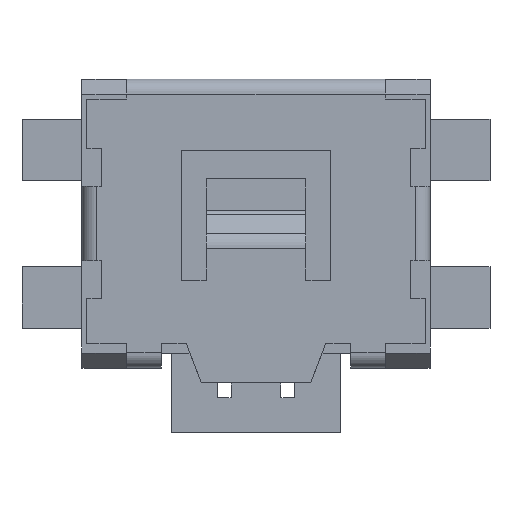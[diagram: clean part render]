
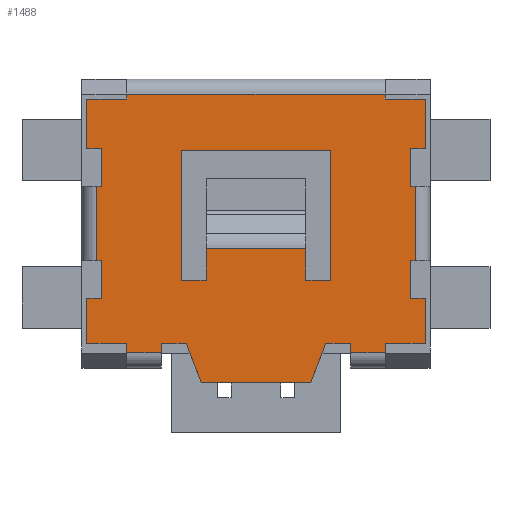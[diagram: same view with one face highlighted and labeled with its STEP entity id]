
A CAD part, top view. The second image highlights one B-rep face of the part: STEP entity #1488.
In plain terms, the highlighted planar face has unit normal (0, 0, 1).
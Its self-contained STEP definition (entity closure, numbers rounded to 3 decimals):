
#13=DIRECTION('',(0.,0.,1.));
#27=VECTOR('',#28,1.);
#28=DIRECTION('',(1.,0.,0.));
#40=VECTOR('',#41,1.);
#41=DIRECTION('',(1.,0.,0.));
#130=VECTOR('',#131,1.);
#131=DIRECTION('',(-1.,0.,0.));
#147=DIRECTION('',(0.,1.,0.));
#167=VECTOR('',#168,1.);
#168=DIRECTION('',(0.,-1.,0.));
#174=VECTOR('',#175,1.);
#175=DIRECTION('',(-1.,0.,0.));
#197=VECTOR('',#147,1.);
#214=VECTOR('',#215,1.);
#215=DIRECTION('',(-1.,0.,0.));
#305=VECTOR('',#306,1.);
#306=DIRECTION('',(0.,-1.,0.));
#378=VECTOR('',#379,1.);
#379=DIRECTION('',(0.,1.,0.));
#468=VERTEX_POINT('',#469);
#469=CARTESIAN_POINT('',(0.95,-1.3,1.35));
#474=EDGE_CURVE('',#475,#468,#477,.T.);
#475=VERTEX_POINT('',#476);
#476=CARTESIAN_POINT('',(0.95,-1.2,1.35));
#477=LINE('',#476,#305);
#506=VECTOR('',#507,1.);
#507=DIRECTION('',(0.351,0.936,0.));
#598=VECTOR('',#599,1.);
#599=DIRECTION('',(1.,0.,0.));
#739=VECTOR('',#740,1.);
#740=DIRECTION('',(0.351,-0.936,0.));
#759=VERTEX_POINT('',#760);
#760=CARTESIAN_POINT('',(-0.95,-1.3,1.35));
#763=ORIENTED_EDGE('',*,*,#764,.F.);
#764=EDGE_CURVE('',#765,#759,#767,.T.);
#765=VERTEX_POINT('',#766);
#766=CARTESIAN_POINT('',(-0.95,-1.2,1.35));
#767=LINE('',#766,#305);
#862=VECTOR('',#863,1.);
#863=DIRECTION('',(0.,-1.,0.));
#1070=VECTOR('',#1071,1.);
#1071=DIRECTION('',(-1.,0.,0.));
#1291=VECTOR('',#1292,1.);
#1292=DIRECTION('',(0.,1.,0.));
#1342=DIRECTION('',(-1.,-0.,-0.));
#1380=CARTESIAN_POINT('',(1.6,-0.375,1.35));
#1401=VECTOR('',#1342,1.);
#1476=EDGE_CURVE('',#468,#1477,#1479,.T.);
#1477=VERTEX_POINT('',#1478);
#1478=CARTESIAN_POINT('',(1.3,-1.3,1.35));
#1479=LINE('',#469,#40);
#1488=ADVANCED_FACE('',(#1489,#1656),#1697,.T.);
#1489=FACE_BOUND('',#1490,.T.);
#1490=EDGE_LOOP('',(#1491,#1496,#1501,#1506,#1511,#1514,#1515,#1516,#1521,#1525,#1530,#1535,#1543,#1547,#1552,#1557,#1561,#1566,#1571,#1576,#1582,#1587,#1593,#1597,#1604,#1609,#1615,#1620,#1625,#1630,#1634,#1639,#1644,#1648,#1653,#763));
#1491=ORIENTED_EDGE('',*,*,#1492,.F.);
#1492=EDGE_CURVE('',#1493,#765,#1495,.T.);
#1493=VERTEX_POINT('',#1494);
#1494=CARTESIAN_POINT('',(-0.7,-1.2,1.35));
#1495=LINE('',#1494,#214);
#1496=ORIENTED_EDGE('',*,*,#1497,.T.);
#1497=EDGE_CURVE('',#1493,#1498,#1500,.T.);
#1498=VERTEX_POINT('',#1499);
#1499=CARTESIAN_POINT('',(-0.55,-1.6,1.35));
#1500=LINE('',#1494,#739);
#1501=ORIENTED_EDGE('',*,*,#1502,.T.);
#1502=EDGE_CURVE('',#1498,#1503,#1505,.T.);
#1503=VERTEX_POINT('',#1504);
#1504=CARTESIAN_POINT('',(0.55,-1.6,1.35));
#1505=LINE('',#1499,#598);
#1506=ORIENTED_EDGE('',*,*,#1507,.T.);
#1507=EDGE_CURVE('',#1503,#1508,#1510,.T.);
#1508=VERTEX_POINT('',#1509);
#1509=CARTESIAN_POINT('',(0.7,-1.2,1.35));
#1510=LINE('',#1504,#506);
#1511=ORIENTED_EDGE('',*,*,#1512,.T.);
#1512=EDGE_CURVE('',#1508,#475,#1513,.T.);
#1513=LINE('',#1509,#27);
#1514=ORIENTED_EDGE('',*,*,#474,.T.);
#1515=ORIENTED_EDGE('',*,*,#1476,.T.);
#1516=ORIENTED_EDGE('',*,*,#1517,.F.);
#1517=EDGE_CURVE('',#1518,#1477,#1520,.T.);
#1518=VERTEX_POINT('',#1519);
#1519=CARTESIAN_POINT('',(1.3,-1.2,1.35));
#1520=LINE('',#1519,#305);
#1521=ORIENTED_EDGE('',*,*,#1522,.T.);
#1522=EDGE_CURVE('',#1518,#1523,#1513,.T.);
#1523=VERTEX_POINT('',#1524);
#1524=CARTESIAN_POINT('',(1.7,-1.2,1.35));
#1525=ORIENTED_EDGE('',*,*,#1526,.F.);
#1526=EDGE_CURVE('',#1527,#1523,#1529,.T.);
#1527=VERTEX_POINT('',#1528);
#1528=CARTESIAN_POINT('',(1.7,-0.75,1.35));
#1529=LINE('',#1528,#167);
#1530=ORIENTED_EDGE('',*,*,#1531,.F.);
#1531=EDGE_CURVE('',#1532,#1527,#1534,.T.);
#1532=VERTEX_POINT('',#1533);
#1533=CARTESIAN_POINT('',(1.55,-0.75,1.35));
#1534=LINE('',#1533,#27);
#1535=ORIENTED_EDGE('',*,*,#1536,.F.);
#1536=EDGE_CURVE('',#1537,#1532,#1539,.T.);
#1537=VERTEX_POINT('',#1538);
#1538=CARTESIAN_POINT('',(1.55,-0.375,1.35));
#1539=LINE('',#1540,#1541);
#1540=CARTESIAN_POINT('',(1.55,1.25,1.35));
#1541=VECTOR('',#1542,1.);
#1542=DIRECTION('',(0.,-1.,0.));
#1543=ORIENTED_EDGE('',*,*,#1544,.T.);
#1544=EDGE_CURVE('',#1537,#1545,#1546,.T.);
#1545=VERTEX_POINT('',#1380);
#1546=LINE('',#1538,#27);
#1547=ORIENTED_EDGE('',*,*,#1548,.T.);
#1548=EDGE_CURVE('',#1545,#1549,#1551,.T.);
#1549=VERTEX_POINT('',#1550);
#1550=CARTESIAN_POINT('',(1.6,0.375,1.35));
#1551=LINE('',#1380,#197);
#1552=ORIENTED_EDGE('',*,*,#1553,.F.);
#1553=EDGE_CURVE('',#1554,#1549,#1556,.T.);
#1554=VERTEX_POINT('',#1555);
#1555=CARTESIAN_POINT('',(1.55,0.375,1.35));
#1556=LINE('',#1555,#27);
#1557=ORIENTED_EDGE('',*,*,#1558,.F.);
#1558=EDGE_CURVE('',#1559,#1554,#1539,.T.);
#1559=VERTEX_POINT('',#1560);
#1560=CARTESIAN_POINT('',(1.55,0.75,1.35));
#1561=ORIENTED_EDGE('',*,*,#1562,.F.);
#1562=EDGE_CURVE('',#1563,#1559,#1565,.T.);
#1563=VERTEX_POINT('',#1564);
#1564=CARTESIAN_POINT('',(1.7,0.75,1.35));
#1565=LINE('',#1564,#214);
#1566=ORIENTED_EDGE('',*,*,#1567,.F.);
#1567=EDGE_CURVE('',#1568,#1563,#1570,.T.);
#1568=VERTEX_POINT('',#1569);
#1569=CARTESIAN_POINT('',(1.7,1.25,1.35));
#1570=LINE('',#1569,#167);
#1571=ORIENTED_EDGE('',*,*,#1572,.T.);
#1572=EDGE_CURVE('',#1568,#1573,#1575,.T.);
#1573=VERTEX_POINT('',#1574);
#1574=CARTESIAN_POINT('',(1.3,1.25,1.35));
#1575=LINE('',#1569,#214);
#1576=ORIENTED_EDGE('',*,*,#1577,.T.);
#1577=EDGE_CURVE('',#1573,#1578,#1580,.T.);
#1578=VERTEX_POINT('',#1579);
#1579=CARTESIAN_POINT('',(1.3,1.3,1.35));
#1580=LINE('',#1581,#378);
#1581=CARTESIAN_POINT('',(1.3,1.2,1.35));
#1582=ORIENTED_EDGE('',*,*,#1583,.T.);
#1583=EDGE_CURVE('',#1578,#1584,#1586,.T.);
#1584=VERTEX_POINT('',#1585);
#1585=CARTESIAN_POINT('',(-1.3,1.3,1.35));
#1586=LINE('',#1579,#1070);
#1587=ORIENTED_EDGE('',*,*,#1588,.F.);
#1588=EDGE_CURVE('',#1589,#1584,#1591,.T.);
#1589=VERTEX_POINT('',#1590);
#1590=CARTESIAN_POINT('',(-1.3,1.25,1.35));
#1591=LINE('',#1592,#378);
#1592=CARTESIAN_POINT('',(-1.3,1.2,1.35));
#1593=ORIENTED_EDGE('',*,*,#1594,.T.);
#1594=EDGE_CURVE('',#1589,#1595,#1575,.T.);
#1595=VERTEX_POINT('',#1596);
#1596=CARTESIAN_POINT('',(-1.7,1.25,1.35));
#1597=ORIENTED_EDGE('',*,*,#1598,.T.);
#1598=EDGE_CURVE('',#1595,#1599,#1601,.T.);
#1599=VERTEX_POINT('',#1600);
#1600=CARTESIAN_POINT('',(-1.7,0.75,1.35));
#1601=LINE('',#1596,#1602);
#1602=VECTOR('',#1603,1.);
#1603=DIRECTION('',(-0.,-1.,-0.));
#1604=ORIENTED_EDGE('',*,*,#1605,.T.);
#1605=EDGE_CURVE('',#1599,#1606,#1608,.T.);
#1606=VERTEX_POINT('',#1607);
#1607=CARTESIAN_POINT('',(-1.55,0.75,1.35));
#1608=LINE('',#1600,#27);
#1609=ORIENTED_EDGE('',*,*,#1610,.F.);
#1610=EDGE_CURVE('',#1611,#1606,#1613,.T.);
#1611=VERTEX_POINT('',#1612);
#1612=CARTESIAN_POINT('',(-1.55,0.375,1.35));
#1613=LINE('',#1614,#1291);
#1614=CARTESIAN_POINT('',(-1.55,-1.2,1.35));
#1615=ORIENTED_EDGE('',*,*,#1616,.T.);
#1616=EDGE_CURVE('',#1611,#1617,#1619,.T.);
#1617=VERTEX_POINT('',#1618);
#1618=CARTESIAN_POINT('',(-1.6,0.375,1.35));
#1619=LINE('',#1612,#174);
#1620=ORIENTED_EDGE('',*,*,#1621,.T.);
#1621=EDGE_CURVE('',#1617,#1622,#1624,.T.);
#1622=VERTEX_POINT('',#1623);
#1623=CARTESIAN_POINT('',(-1.6,-0.375,1.35));
#1624=LINE('',#1618,#862);
#1625=ORIENTED_EDGE('',*,*,#1626,.F.);
#1626=EDGE_CURVE('',#1627,#1622,#1629,.T.);
#1627=VERTEX_POINT('',#1628);
#1628=CARTESIAN_POINT('',(-1.55,-0.375,1.35));
#1629=LINE('',#1628,#174);
#1630=ORIENTED_EDGE('',*,*,#1631,.F.);
#1631=EDGE_CURVE('',#1632,#1627,#1613,.T.);
#1632=VERTEX_POINT('',#1633);
#1633=CARTESIAN_POINT('',(-1.55,-0.75,1.35));
#1634=ORIENTED_EDGE('',*,*,#1635,.T.);
#1635=EDGE_CURVE('',#1632,#1636,#1638,.T.);
#1636=VERTEX_POINT('',#1637);
#1637=CARTESIAN_POINT('',(-1.7,-0.75,1.35));
#1638=LINE('',#1633,#1401);
#1639=ORIENTED_EDGE('',*,*,#1640,.T.);
#1640=EDGE_CURVE('',#1636,#1641,#1643,.T.);
#1641=VERTEX_POINT('',#1642);
#1642=CARTESIAN_POINT('',(-1.7,-1.2,1.35));
#1643=LINE('',#1637,#1602);
#1644=ORIENTED_EDGE('',*,*,#1645,.F.);
#1645=EDGE_CURVE('',#1646,#1641,#1495,.T.);
#1646=VERTEX_POINT('',#1647);
#1647=CARTESIAN_POINT('',(-1.3,-1.2,1.35));
#1648=ORIENTED_EDGE('',*,*,#1649,.T.);
#1649=EDGE_CURVE('',#1646,#1650,#1652,.T.);
#1650=VERTEX_POINT('',#1651);
#1651=CARTESIAN_POINT('',(-1.3,-1.3,1.35));
#1652=LINE('',#1647,#305);
#1653=ORIENTED_EDGE('',*,*,#1654,.F.);
#1654=EDGE_CURVE('',#759,#1650,#1655,.T.);
#1655=LINE('',#760,#130);
#1656=FACE_BOUND('',#1657,.T.);
#1657=EDGE_LOOP('',(#1658,#1665,#1670,#1675,#1680,#1684,#1689,#1694));
#1658=ORIENTED_EDGE('',*,*,#1659,.F.);
#1659=EDGE_CURVE('',#1660,#1662,#1664,.T.);
#1660=VERTEX_POINT('',#1661);
#1661=CARTESIAN_POINT('',(-0.75,-0.57,1.35));
#1662=VERTEX_POINT('',#1663);
#1663=CARTESIAN_POINT('',(-0.5,-0.57,1.35));
#1664=LINE('',#1661,#27);
#1665=ORIENTED_EDGE('',*,*,#1666,.F.);
#1666=EDGE_CURVE('',#1667,#1660,#1669,.T.);
#1667=VERTEX_POINT('',#1668);
#1668=CARTESIAN_POINT('',(-0.75,0.73,1.35));
#1669=LINE('',#1668,#167);
#1670=ORIENTED_EDGE('',*,*,#1671,.F.);
#1671=EDGE_CURVE('',#1672,#1667,#1674,.T.);
#1672=VERTEX_POINT('',#1673);
#1673=CARTESIAN_POINT('',(0.75,0.73,1.35));
#1674=LINE('',#1673,#214);
#1675=ORIENTED_EDGE('',*,*,#1676,.F.);
#1676=EDGE_CURVE('',#1677,#1672,#1679,.T.);
#1677=VERTEX_POINT('',#1678);
#1678=CARTESIAN_POINT('',(0.75,-0.57,1.35));
#1679=LINE('',#1678,#197);
#1680=ORIENTED_EDGE('',*,*,#1681,.F.);
#1681=EDGE_CURVE('',#1682,#1677,#1664,.T.);
#1682=VERTEX_POINT('',#1683);
#1683=CARTESIAN_POINT('',(0.5,-0.57,1.35));
#1684=ORIENTED_EDGE('',*,*,#1685,.T.);
#1685=EDGE_CURVE('',#1682,#1686,#1688,.T.);
#1686=VERTEX_POINT('',#1687);
#1687=CARTESIAN_POINT('',(0.5,-0.251,1.35));
#1688=LINE('',#1683,#378);
#1689=ORIENTED_EDGE('',*,*,#1690,.T.);
#1690=EDGE_CURVE('',#1686,#1691,#1693,.T.);
#1691=VERTEX_POINT('',#1692);
#1692=CARTESIAN_POINT('',(-0.5,-0.251,1.35));
#1693=LINE('',#1687,#1070);
#1694=ORIENTED_EDGE('',*,*,#1695,.F.);
#1695=EDGE_CURVE('',#1662,#1691,#1696,.T.);
#1696=LINE('',#1663,#378);
#1697=PLANE('',#1698);
#1698=AXIS2_PLACEMENT_3D('',#1699,#13,#28);
#1699=CARTESIAN_POINT('',(0.,0.,1.35));
